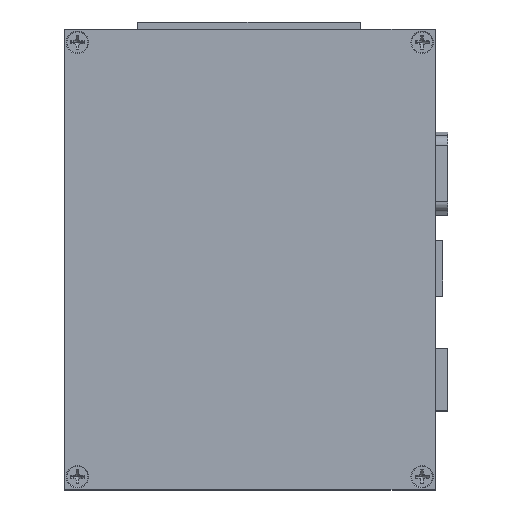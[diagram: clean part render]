
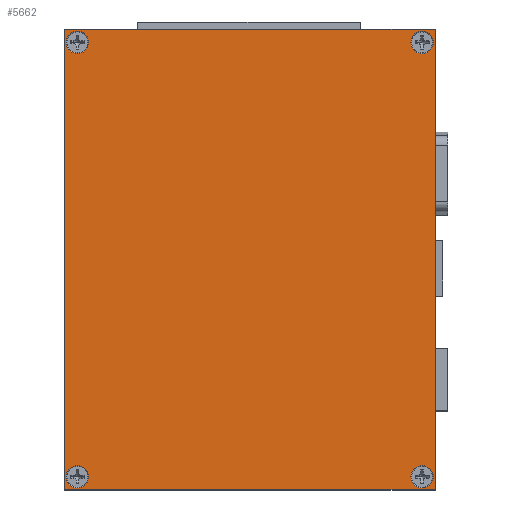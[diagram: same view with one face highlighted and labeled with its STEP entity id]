
A CAD part, top view. The second image highlights one B-rep face of the part: STEP entity #5662.
In plain terms, the highlighted planar face has unit normal (0, 0, 1).
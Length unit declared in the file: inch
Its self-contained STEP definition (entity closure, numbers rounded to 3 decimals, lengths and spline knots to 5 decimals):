
#20 = FACE_BOUND ( 'NONE', #5815, .T. ) ;
#500 = CARTESIAN_POINT ( 'NONE',  ( -1.325, -1.67, 0.92 ) ) ;
#578 = ORIENTED_EDGE ( 'NONE', *, *, #4827, .F. ) ;
#584 = EDGE_CURVE ( 'NONE', #4005, #11448, #7264, .T. ) ;
#585 = AXIS2_PLACEMENT_3D ( 'NONE', #500, #2441, #10742 ) ;
#811 = DIRECTION ( 'NONE',  ( 0., -1., 0. ) ) ;
#835 = CIRCLE ( 'NONE', #6639, 0.086 ) ;
#870 = DIRECTION ( 'NONE',  ( 1., 0., 0. ) ) ;
#963 = VERTEX_POINT ( 'NONE', #4734 ) ;
#1077 = DIRECTION ( 'NONE',  ( 1., 0., 0. ) ) ;
#1087 = CARTESIAN_POINT ( 'NONE',  ( -1.425, -1.77, 0.92 ) ) ;
#1140 = CARTESIAN_POINT ( 'NONE',  ( -1.239, 1.67, 0.92 ) ) ;
#1429 = ORIENTED_EDGE ( 'NONE', *, *, #2491, .T. ) ;
#1450 = CARTESIAN_POINT ( 'NONE',  ( 1.325, -1.67, 0.92 ) ) ;
#1612 = CARTESIAN_POINT ( 'NONE',  ( 1.425, 1.77, 0.92 ) ) ;
#1680 = LINE ( 'NONE', #8588, #4779 ) ;
#1744 = DIRECTION ( 'NONE',  ( 0., 0., 1. ) ) ;
#1819 = DIRECTION ( 'NONE',  ( 1., 0., 0. ) ) ;
#1836 = DIRECTION ( 'NONE',  ( -1., 0., 0. ) ) ;
#1945 = ORIENTED_EDGE ( 'NONE', *, *, #11110, .F. ) ;
#2247 = AXIS2_PLACEMENT_3D ( 'NONE', #2601, #4636, #9548 ) ;
#2263 = DIRECTION ( 'NONE',  ( 1., 0., 0. ) ) ;
#2294 = CARTESIAN_POINT ( 'NONE',  ( 1.411, -1.67, 0.92 ) ) ;
#2441 = DIRECTION ( 'NONE',  ( 0., 0., 1. ) ) ;
#2488 = DIRECTION ( 'NONE',  ( 0., 1., 0. ) ) ;
#2489 = VECTOR ( 'NONE', #1836, 39.37008 ) ;
#2491 = EDGE_CURVE ( 'NONE', #9773, #4005, #1680, .T. ) ;
#2601 = CARTESIAN_POINT ( 'NONE',  ( -1.325, -1.67, 0.92 ) ) ;
#2672 = LINE ( 'NONE', #6516, #12246 ) ;
#2754 = CARTESIAN_POINT ( 'NONE',  ( 1.325, -1.67, 0.92 ) ) ;
#2811 = VERTEX_POINT ( 'NONE', #10386 ) ;
#2829 = CIRCLE ( 'NONE', #2247, 0.086 ) ;
#2869 = CARTESIAN_POINT ( 'NONE',  ( -1.325, 1.67, 0.92 ) ) ;
#3128 = EDGE_CURVE ( 'NONE', #11705, #7806, #10382, .T. ) ;
#3130 = EDGE_LOOP ( 'NONE', ( #8641, #5718 ) ) ;
#3332 = ORIENTED_EDGE ( 'NONE', *, *, #5080, .T. ) ;
#3536 = CIRCLE ( 'NONE', #10481, 0.086 ) ;
#3862 = FACE_BOUND ( 'NONE', #3130, .T. ) ;
#4005 = VERTEX_POINT ( 'NONE', #4391 ) ;
#4123 = EDGE_CURVE ( 'NONE', #11448, #9185, #12305, .T. ) ;
#4290 = DIRECTION ( 'NONE',  ( 1., 0., 0. ) ) ;
#4391 = CARTESIAN_POINT ( 'NONE',  ( 1.425, -1.77, 0.92 ) ) ;
#4469 = CARTESIAN_POINT ( 'NONE',  ( 1.425, 1.77, 0.92 ) ) ;
#4539 = CIRCLE ( 'NONE', #5347, 0.086 ) ;
#4581 = VERTEX_POINT ( 'NONE', #7334 ) ;
#4636 = DIRECTION ( 'NONE',  ( 0., 0., 1. ) ) ;
#4734 = CARTESIAN_POINT ( 'NONE',  ( 1.239, -1.67, 0.92 ) ) ;
#4779 = VECTOR ( 'NONE', #5663, 39.37008 ) ;
#4796 = FACE_BOUND ( 'NONE', #5877, .T. ) ;
#4827 = EDGE_CURVE ( 'NONE', #963, #5432, #4539, .T. ) ;
#5025 = DIRECTION ( 'NONE',  ( 0., 0., 1. ) ) ;
#5080 = EDGE_CURVE ( 'NONE', #9185, #9773, #2672, .T. ) ;
#5321 = CARTESIAN_POINT ( 'NONE',  ( -1.411, 1.67, 0.92 ) ) ;
#5347 = AXIS2_PLACEMENT_3D ( 'NONE', #1450, #7224, #4290 ) ;
#5432 = VERTEX_POINT ( 'NONE', #2294 ) ;
#5475 = DIRECTION ( 'NONE',  ( 0., 0., 1. ) ) ;
#5546 = EDGE_LOOP ( 'NONE', ( #10063, #8255, #3332, #1429 ) ) ;
#5662 = ADVANCED_FACE ( 'NONE', ( #6618, #4796, #20, #3862, #7855 ), #6912, .T. ) ;
#5663 = DIRECTION ( 'NONE',  ( 1., 0., 0. ) ) ;
#5718 = ORIENTED_EDGE ( 'NONE', *, *, #8594, .F. ) ;
#5792 = DIRECTION ( 'NONE',  ( 1., 0., 0. ) ) ;
#5815 = EDGE_LOOP ( 'NONE', ( #11987, #578 ) ) ;
#5860 = DIRECTION ( 'NONE',  ( 0., 0., 1. ) ) ;
#5877 = EDGE_LOOP ( 'NONE', ( #8453, #8146 ) ) ;
#5901 = EDGE_CURVE ( 'NONE', #4581, #2811, #3536, .T. ) ;
#6336 = DIRECTION ( 'NONE',  ( 1., 0., 0. ) ) ;
#6350 = DIRECTION ( 'NONE',  ( 0., 0., 1. ) ) ;
#6516 = CARTESIAN_POINT ( 'NONE',  ( -1.425, 1.77, 0.92 ) ) ;
#6618 = FACE_BOUND ( 'NONE', #11996, .T. ) ;
#6639 = AXIS2_PLACEMENT_3D ( 'NONE', #2754, #11422, #1819 ) ;
#6912 = PLANE ( 'NONE',  #12281 ) ;
#7219 = CARTESIAN_POINT ( 'NONE',  ( 1.325, 1.67, 0.92 ) ) ;
#7224 = DIRECTION ( 'NONE',  ( 0., 0., 1. ) ) ;
#7264 = LINE ( 'NONE', #4469, #7279 ) ;
#7279 = VECTOR ( 'NONE', #2488, 39.37008 ) ;
#7334 = CARTESIAN_POINT ( 'NONE',  ( 1.411, 1.67, 0.92 ) ) ;
#7419 = AXIS2_PLACEMENT_3D ( 'NONE', #2869, #5860, #1077 ) ;
#7592 = CIRCLE ( 'NONE', #585, 0.086 ) ;
#7806 = VERTEX_POINT ( 'NONE', #5321 ) ;
#7855 = FACE_OUTER_BOUND ( 'NONE', #5546, .T. ) ;
#7895 = VERTEX_POINT ( 'NONE', #10954 ) ;
#7907 = CARTESIAN_POINT ( 'NONE',  ( 1.325, 1.67, 0.92 ) ) ;
#7978 = EDGE_CURVE ( 'NONE', #5432, #963, #835, .T. ) ;
#8053 = CARTESIAN_POINT ( 'NONE',  ( 0., 0., 0.92 ) ) ;
#8146 = ORIENTED_EDGE ( 'NONE', *, *, #9192, .F. ) ;
#8255 = ORIENTED_EDGE ( 'NONE', *, *, #4123, .T. ) ;
#8453 = ORIENTED_EDGE ( 'NONE', *, *, #5901, .F. ) ;
#8588 = CARTESIAN_POINT ( 'NONE',  ( -1.425, -1.77, 0.92 ) ) ;
#8594 = EDGE_CURVE ( 'NONE', #7895, #11185, #2829, .T. ) ;
#8641 = ORIENTED_EDGE ( 'NONE', *, *, #10836, .F. ) ;
#8788 = CARTESIAN_POINT ( 'NONE',  ( -1.425, 1.77, 0.92 ) ) ;
#9076 = CIRCLE ( 'NONE', #9267, 0.086 ) ;
#9185 = VERTEX_POINT ( 'NONE', #8788 ) ;
#9192 = EDGE_CURVE ( 'NONE', #2811, #4581, #9076, .T. ) ;
#9214 = CARTESIAN_POINT ( 'NONE',  ( -1.325, 1.67, 0.92 ) ) ;
#9267 = AXIS2_PLACEMENT_3D ( 'NONE', #7219, #5475, #6336 ) ;
#9474 = CARTESIAN_POINT ( 'NONE',  ( -1.425, 1.77, 0.92 ) ) ;
#9548 = DIRECTION ( 'NONE',  ( 1., 0., 0. ) ) ;
#9562 = AXIS2_PLACEMENT_3D ( 'NONE', #9214, #1744, #870 ) ;
#9773 = VERTEX_POINT ( 'NONE', #1087 ) ;
#10063 = ORIENTED_EDGE ( 'NONE', *, *, #584, .T. ) ;
#10382 = CIRCLE ( 'NONE', #7419, 0.086 ) ;
#10386 = CARTESIAN_POINT ( 'NONE',  ( 1.239, 1.67, 0.92 ) ) ;
#10481 = AXIS2_PLACEMENT_3D ( 'NONE', #7907, #5025, #5792 ) ;
#10742 = DIRECTION ( 'NONE',  ( 1., 0., 0. ) ) ;
#10805 = ORIENTED_EDGE ( 'NONE', *, *, #3128, .F. ) ;
#10836 = EDGE_CURVE ( 'NONE', #11185, #7895, #7592, .T. ) ;
#10954 = CARTESIAN_POINT ( 'NONE',  ( -1.411, -1.67, 0.92 ) ) ;
#11110 = EDGE_CURVE ( 'NONE', #7806, #11705, #11732, .T. ) ;
#11185 = VERTEX_POINT ( 'NONE', #11399 ) ;
#11399 = CARTESIAN_POINT ( 'NONE',  ( -1.239, -1.67, 0.92 ) ) ;
#11422 = DIRECTION ( 'NONE',  ( 0., 0., 1. ) ) ;
#11448 = VERTEX_POINT ( 'NONE', #1612 ) ;
#11705 = VERTEX_POINT ( 'NONE', #1140 ) ;
#11732 = CIRCLE ( 'NONE', #9562, 0.086 ) ;
#11987 = ORIENTED_EDGE ( 'NONE', *, *, #7978, .F. ) ;
#11996 = EDGE_LOOP ( 'NONE', ( #10805, #1945 ) ) ;
#12246 = VECTOR ( 'NONE', #811, 39.37008 ) ;
#12281 = AXIS2_PLACEMENT_3D ( 'NONE', #8053, #6350, #2263 ) ;
#12305 = LINE ( 'NONE', #9474, #2489 ) ;
